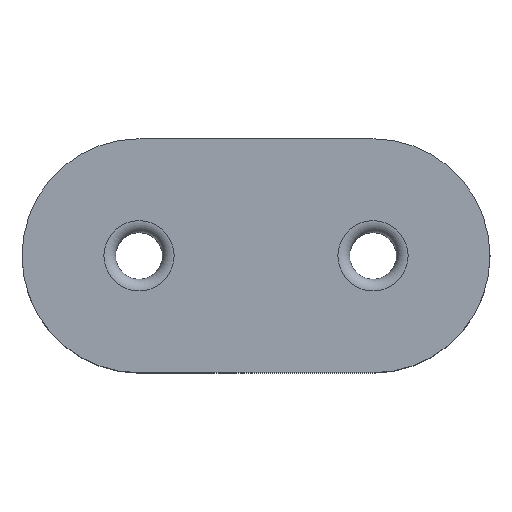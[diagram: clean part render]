
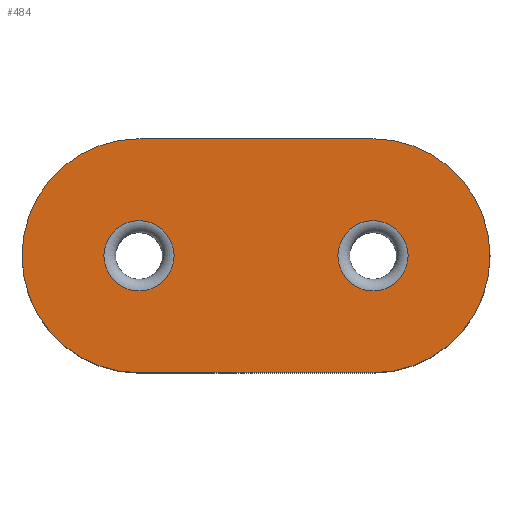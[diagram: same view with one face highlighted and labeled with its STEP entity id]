
A CAD part, top view. The second image highlights one B-rep face of the part: STEP entity #484.
In plain terms, the highlighted planar face has unit normal (0, 0, 1).
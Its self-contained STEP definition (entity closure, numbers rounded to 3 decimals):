
#31=FACE_BOUND('',#139,.T.);
#32=FACE_BOUND('',#140,.T.);
#35=LINE('',#805,#65);
#36=LINE('',#808,#66);
#65=VECTOR('',#623,10.);
#66=VECTOR('',#626,10.);
#95=PLANE('',#536);
#104=FACE_OUTER_BOUND('',#138,.T.);
#138=EDGE_LOOP('',(#334,#335,#336,#337));
#139=EDGE_LOOP('',(#338));
#140=EDGE_LOOP('',(#339));
#175=CIRCLE('',#532,1.5);
#179=CIRCLE('',#537,5.);
#180=CIRCLE('',#538,5.);
#181=CIRCLE('',#539,1.5);
#217=VERTEX_POINT('',#793);
#220=VERTEX_POINT('',#801);
#221=VERTEX_POINT('',#802);
#222=VERTEX_POINT('',#804);
#223=VERTEX_POINT('',#806);
#224=VERTEX_POINT('',#809);
#257=EDGE_CURVE('',#217,#217,#175,.T.);
#261=EDGE_CURVE('',#220,#221,#179,.T.);
#262=EDGE_CURVE('',#220,#222,#35,.T.);
#263=EDGE_CURVE('',#223,#222,#180,.T.);
#264=EDGE_CURVE('',#223,#221,#36,.T.);
#265=EDGE_CURVE('',#224,#224,#181,.T.);
#334=ORIENTED_EDGE('',*,*,#261,.F.);
#335=ORIENTED_EDGE('',*,*,#262,.T.);
#336=ORIENTED_EDGE('',*,*,#263,.F.);
#337=ORIENTED_EDGE('',*,*,#264,.T.);
#338=ORIENTED_EDGE('',*,*,#265,.F.);
#339=ORIENTED_EDGE('',*,*,#257,.F.);
#484=ADVANCED_FACE('',(#104,#31,#32),#95,.T.);
#532=AXIS2_PLACEMENT_3D('',#794,#611,#612);
#536=AXIS2_PLACEMENT_3D('',#800,#619,#620);
#537=AXIS2_PLACEMENT_3D('',#803,#621,#622);
#538=AXIS2_PLACEMENT_3D('',#807,#624,#625);
#539=AXIS2_PLACEMENT_3D('',#810,#627,#628);
#611=DIRECTION('center_axis',(0.,0.,1.));
#612=DIRECTION('ref_axis',(1.,0.,0.));
#619=DIRECTION('center_axis',(0.,0.,1.));
#620=DIRECTION('ref_axis',(1.,0.,0.));
#621=DIRECTION('center_axis',(0.,0.,-1.));
#622=DIRECTION('ref_axis',(-0.707,0.707,0.));
#623=DIRECTION('',(1.,0.,0.));
#624=DIRECTION('center_axis',(0.,0.,-1.));
#625=DIRECTION('ref_axis',(0.707,0.707,0.));
#626=DIRECTION('',(-1.,0.,0.));
#627=DIRECTION('center_axis',(0.,0.,1.));
#628=DIRECTION('ref_axis',(1.,0.,0.));
#793=CARTESIAN_POINT('',(6.5,0.,10.));
#794=CARTESIAN_POINT('Origin',(5.,0.,10.));
#800=CARTESIAN_POINT('Origin',(0.,0.,10.));
#801=CARTESIAN_POINT('',(-5.,-5.,10.));
#802=CARTESIAN_POINT('',(-5.,5.,10.));
#803=CARTESIAN_POINT('Origin',(-5.,0.,10.));
#804=CARTESIAN_POINT('',(5.,-5.,10.));
#805=CARTESIAN_POINT('',(10.,-5.,10.));
#806=CARTESIAN_POINT('',(5.,5.,10.));
#807=CARTESIAN_POINT('Origin',(5.,0.,10.));
#808=CARTESIAN_POINT('',(-10.,5.,10.));
#809=CARTESIAN_POINT('',(-3.5,0.,10.));
#810=CARTESIAN_POINT('Origin',(-5.,0.,10.));
